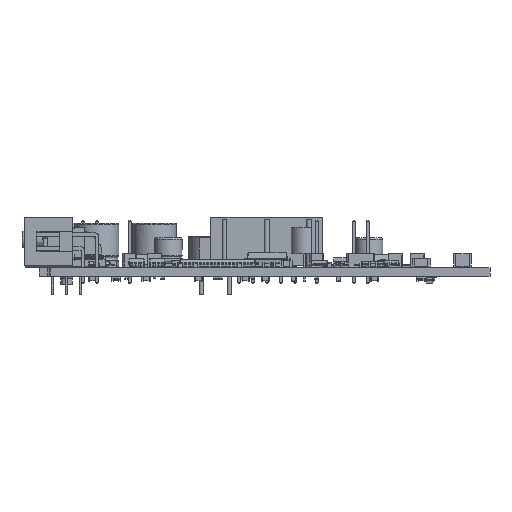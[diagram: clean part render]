
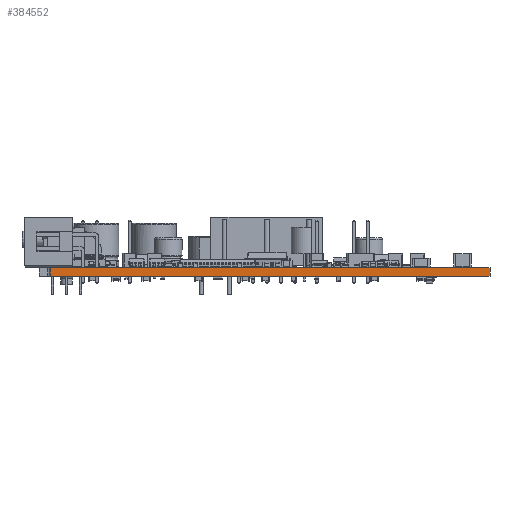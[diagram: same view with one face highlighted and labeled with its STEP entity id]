
A CAD part, front view. The second image highlights one B-rep face of the part: STEP entity #384552.
In plain terms, the highlighted planar face has unit normal (0, -1, 0).
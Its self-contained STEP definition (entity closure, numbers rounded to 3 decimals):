
#384552 = ADVANCED_FACE('',(#384553),#384567,.T.);
#384553 = FACE_BOUND('',#384554,.T.);
#384554 = EDGE_LOOP('',(#384555,#384590,#384618,#384646));
#384555 = ORIENTED_EDGE('',*,*,#384556,.T.);
#384556 = EDGE_CURVE('',#384557,#384559,#384561,.T.);
#384557 = VERTEX_POINT('',#384558);
#384558 = CARTESIAN_POINT('',(85.,-100.,0.));
#384559 = VERTEX_POINT('',#384560);
#384560 = CARTESIAN_POINT('',(85.,-100.,1.6));
#384561 = SURFACE_CURVE('',#384562,(#384566,#384578),.PCURVE_S1.);
#384562 = LINE('',#384563,#384564);
#384563 = CARTESIAN_POINT('',(85.,-100.,0.));
#384564 = VECTOR('',#384565,1.);
#384565 = DIRECTION('',(0.,0.,1.));
#384566 = PCURVE('',#384567,#384572);
#384567 = PLANE('',#384568);
#384568 = AXIS2_PLACEMENT_3D('',#384569,#384570,#384571);
#384569 = CARTESIAN_POINT('',(85.,-100.,0.));
#384570 = DIRECTION('',(0.,-1.,0.));
#384571 = DIRECTION('',(-1.,0.,0.));
#384572 = DEFINITIONAL_REPRESENTATION('',(#384573),#384577);
#384573 = LINE('',#384574,#384575);
#384574 = CARTESIAN_POINT('',(0.,-0.));
#384575 = VECTOR('',#384576,1.);
#384576 = DIRECTION('',(0.,-1.));
#384577 = ( GEOMETRIC_REPRESENTATION_CONTEXT(2) 
PARAMETRIC_REPRESENTATION_CONTEXT() REPRESENTATION_CONTEXT('2D SPACE',''
  ) );
#384578 = PCURVE('',#384579,#384584);
#384579 = PLANE('',#384580);
#384580 = AXIS2_PLACEMENT_3D('',#384581,#384582,#384583);
#384581 = CARTESIAN_POINT('',(85.,-0.,0.));
#384582 = DIRECTION('',(1.,0.,-0.));
#384583 = DIRECTION('',(0.,-1.,0.));
#384584 = DEFINITIONAL_REPRESENTATION('',(#384585),#384589);
#384585 = LINE('',#384586,#384587);
#384586 = CARTESIAN_POINT('',(100.,0.));
#384587 = VECTOR('',#384588,1.);
#384588 = DIRECTION('',(0.,-1.));
#384589 = ( GEOMETRIC_REPRESENTATION_CONTEXT(2) 
PARAMETRIC_REPRESENTATION_CONTEXT() REPRESENTATION_CONTEXT('2D SPACE',''
  ) );
#384590 = ORIENTED_EDGE('',*,*,#384591,.T.);
#384591 = EDGE_CURVE('',#384559,#384592,#384594,.T.);
#384592 = VERTEX_POINT('',#384593);
#384593 = CARTESIAN_POINT('',(5.,-100.,1.6));
#384594 = SURFACE_CURVE('',#384595,(#384599,#384606),.PCURVE_S1.);
#384595 = LINE('',#384596,#384597);
#384596 = CARTESIAN_POINT('',(85.,-100.,1.6));
#384597 = VECTOR('',#384598,1.);
#384598 = DIRECTION('',(-1.,0.,0.));
#384599 = PCURVE('',#384567,#384600);
#384600 = DEFINITIONAL_REPRESENTATION('',(#384601),#384605);
#384601 = LINE('',#384602,#384603);
#384602 = CARTESIAN_POINT('',(0.,-1.6));
#384603 = VECTOR('',#384604,1.);
#384604 = DIRECTION('',(1.,0.));
#384605 = ( GEOMETRIC_REPRESENTATION_CONTEXT(2) 
PARAMETRIC_REPRESENTATION_CONTEXT() REPRESENTATION_CONTEXT('2D SPACE',''
  ) );
#384606 = PCURVE('',#384607,#384612);
#384607 = PLANE('',#384608);
#384608 = AXIS2_PLACEMENT_3D('',#384609,#384610,#384611);
#384609 = CARTESIAN_POINT('',(44.103,-50.,1.6));
#384610 = DIRECTION('',(-0.,-0.,-1.));
#384611 = DIRECTION('',(-1.,0.,0.));
#384612 = DEFINITIONAL_REPRESENTATION('',(#384613),#384617);
#384613 = LINE('',#384614,#384615);
#384614 = CARTESIAN_POINT('',(-40.897,-50.));
#384615 = VECTOR('',#384616,1.);
#384616 = DIRECTION('',(1.,0.));
#384617 = ( GEOMETRIC_REPRESENTATION_CONTEXT(2) 
PARAMETRIC_REPRESENTATION_CONTEXT() REPRESENTATION_CONTEXT('2D SPACE',''
  ) );
#384618 = ORIENTED_EDGE('',*,*,#384619,.F.);
#384619 = EDGE_CURVE('',#384620,#384592,#384622,.T.);
#384620 = VERTEX_POINT('',#384621);
#384621 = CARTESIAN_POINT('',(5.,-100.,0.));
#384622 = SURFACE_CURVE('',#384623,(#384627,#384634),.PCURVE_S1.);
#384623 = LINE('',#384624,#384625);
#384624 = CARTESIAN_POINT('',(5.,-100.,0.));
#384625 = VECTOR('',#384626,1.);
#384626 = DIRECTION('',(0.,0.,1.));
#384627 = PCURVE('',#384567,#384628);
#384628 = DEFINITIONAL_REPRESENTATION('',(#384629),#384633);
#384629 = LINE('',#384630,#384631);
#384630 = CARTESIAN_POINT('',(80.,0.));
#384631 = VECTOR('',#384632,1.);
#384632 = DIRECTION('',(0.,-1.));
#384633 = ( GEOMETRIC_REPRESENTATION_CONTEXT(2) 
PARAMETRIC_REPRESENTATION_CONTEXT() REPRESENTATION_CONTEXT('2D SPACE',''
  ) );
#384634 = PCURVE('',#384635,#384640);
#384635 = PLANE('',#384636);
#384636 = AXIS2_PLACEMENT_3D('',#384637,#384638,#384639);
#384637 = CARTESIAN_POINT('',(5.,-100.,0.));
#384638 = DIRECTION('',(-1.,0.,0.));
#384639 = DIRECTION('',(0.,1.,0.));
#384640 = DEFINITIONAL_REPRESENTATION('',(#384641),#384645);
#384641 = LINE('',#384642,#384643);
#384642 = CARTESIAN_POINT('',(0.,0.));
#384643 = VECTOR('',#384644,1.);
#384644 = DIRECTION('',(0.,-1.));
#384645 = ( GEOMETRIC_REPRESENTATION_CONTEXT(2) 
PARAMETRIC_REPRESENTATION_CONTEXT() REPRESENTATION_CONTEXT('2D SPACE',''
  ) );
#384646 = ORIENTED_EDGE('',*,*,#384647,.F.);
#384647 = EDGE_CURVE('',#384557,#384620,#384648,.T.);
#384648 = SURFACE_CURVE('',#384649,(#384653,#384660),.PCURVE_S1.);
#384649 = LINE('',#384650,#384651);
#384650 = CARTESIAN_POINT('',(85.,-100.,0.));
#384651 = VECTOR('',#384652,1.);
#384652 = DIRECTION('',(-1.,0.,0.));
#384653 = PCURVE('',#384567,#384654);
#384654 = DEFINITIONAL_REPRESENTATION('',(#384655),#384659);
#384655 = LINE('',#384656,#384657);
#384656 = CARTESIAN_POINT('',(0.,-0.));
#384657 = VECTOR('',#384658,1.);
#384658 = DIRECTION('',(1.,0.));
#384659 = ( GEOMETRIC_REPRESENTATION_CONTEXT(2) 
PARAMETRIC_REPRESENTATION_CONTEXT() REPRESENTATION_CONTEXT('2D SPACE',''
  ) );
#384660 = PCURVE('',#384661,#384666);
#384661 = PLANE('',#384662);
#384662 = AXIS2_PLACEMENT_3D('',#384663,#384664,#384665);
#384663 = CARTESIAN_POINT('',(44.103,-50.,0.));
#384664 = DIRECTION('',(-0.,-0.,-1.));
#384665 = DIRECTION('',(-1.,0.,0.));
#384666 = DEFINITIONAL_REPRESENTATION('',(#384667),#384671);
#384667 = LINE('',#384668,#384669);
#384668 = CARTESIAN_POINT('',(-40.897,-50.));
#384669 = VECTOR('',#384670,1.);
#384670 = DIRECTION('',(1.,0.));
#384671 = ( GEOMETRIC_REPRESENTATION_CONTEXT(2) 
PARAMETRIC_REPRESENTATION_CONTEXT() REPRESENTATION_CONTEXT('2D SPACE',''
  ) );
